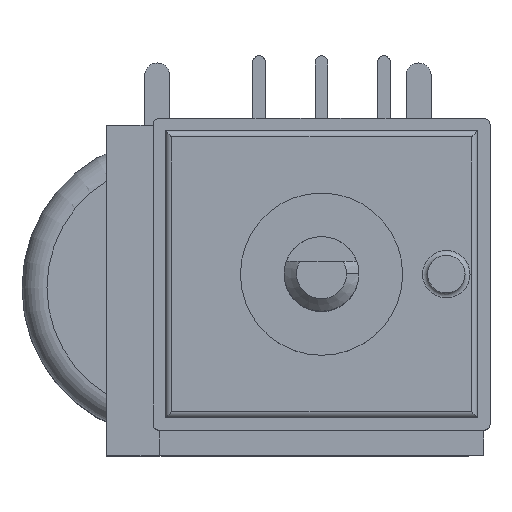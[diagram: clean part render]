
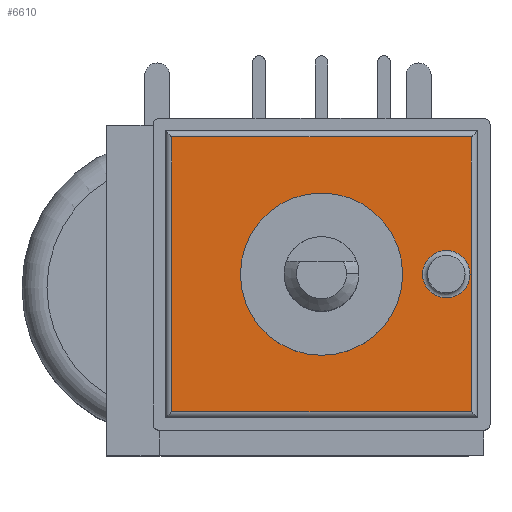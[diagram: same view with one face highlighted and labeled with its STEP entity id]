
A CAD part, top view. The second image highlights one B-rep face of the part: STEP entity #6610.
In plain terms, the highlighted planar face has unit normal (0, 0, 1).
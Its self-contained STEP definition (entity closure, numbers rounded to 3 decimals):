
#4172 = CYLINDRICAL_SURFACE('',#4173,0.5);
#4173 = AXIS2_PLACEMENT_3D('',#4174,#4175,#4176);
#4174 = CARTESIAN_POINT('',(-12.5,11.,1.5));
#4175 = DIRECTION('',(1.,0.,0.));
#4176 = DIRECTION('',(0.,1.,0.));
#4246 = CYLINDRICAL_SURFACE('',#4247,0.5);
#4247 = AXIS2_PLACEMENT_3D('',#4248,#4249,#4250);
#4248 = CARTESIAN_POINT('',(-12.,-11.5,1.5));
#4249 = DIRECTION('',(0.,1.,0.));
#4250 = DIRECTION('',(-1.,0.,0.));
#4280 = CYLINDRICAL_SURFACE('',#4281,0.5);
#4281 = AXIS2_PLACEMENT_3D('',#4282,#4283,#4284);
#4282 = CARTESIAN_POINT('',(12.,11.5,1.5));
#4283 = DIRECTION('',(0.,-1.,0.));
#4284 = DIRECTION('',(1.,0.,0.));
#4332 = CYLINDRICAL_SURFACE('',#4333,0.5);
#4333 = AXIS2_PLACEMENT_3D('',#4334,#4335,#4336);
#4334 = CARTESIAN_POINT('',(12.5,-11.,1.5));
#4335 = DIRECTION('',(-1.,0.,0.));
#4336 = DIRECTION('',(0.,-1.,0.));
#5804 = VERTEX_POINT('',#5805);
#5805 = CARTESIAN_POINT('',(-12.,11.,2.));
#5839 = EDGE_CURVE('',#5804,#5840,#5842,.T.);
#5840 = VERTEX_POINT('',#5841);
#5841 = CARTESIAN_POINT('',(12.,11.,2.));
#5842 = SURFACE_CURVE('',#5843,(#5847,#5854),.PCURVE_S1.);
#5843 = LINE('',#5844,#5845);
#5844 = CARTESIAN_POINT('',(-12.5,11.,2.));
#5845 = VECTOR('',#5846,1.);
#5846 = DIRECTION('',(1.,0.,0.));
#5847 = PCURVE('',#4172,#5848);
#5848 = DEFINITIONAL_REPRESENTATION('',(#5849),#5853);
#5849 = LINE('',#5850,#5851);
#5850 = CARTESIAN_POINT('',(1.571,0.));
#5851 = VECTOR('',#5852,1.);
#5852 = DIRECTION('',(0.,1.));
#5853 = ( GEOMETRIC_REPRESENTATION_CONTEXT(2) 
PARAMETRIC_REPRESENTATION_CONTEXT() REPRESENTATION_CONTEXT('2D SPACE',''
  ) );
#5854 = PCURVE('',#5855,#5860);
#5855 = PLANE('',#5856);
#5856 = AXIS2_PLACEMENT_3D('',#5857,#5858,#5859);
#5857 = CARTESIAN_POINT('',(-12.5,11.5,2.));
#5858 = DIRECTION('',(0.,0.,1.));
#5859 = DIRECTION('',(1.,0.,0.));
#5860 = DEFINITIONAL_REPRESENTATION('',(#5861),#5865);
#5861 = LINE('',#5862,#5863);
#5862 = CARTESIAN_POINT('',(0.,-0.5));
#5863 = VECTOR('',#5864,1.);
#5864 = DIRECTION('',(1.,0.));
#5865 = ( GEOMETRIC_REPRESENTATION_CONTEXT(2) 
PARAMETRIC_REPRESENTATION_CONTEXT() REPRESENTATION_CONTEXT('2D SPACE',''
  ) );
#5906 = VERTEX_POINT('',#5907);
#5907 = CARTESIAN_POINT('',(-12.,-11.,2.));
#5941 = EDGE_CURVE('',#5906,#5804,#5942,.T.);
#5942 = SURFACE_CURVE('',#5943,(#5947,#5954),.PCURVE_S1.);
#5943 = LINE('',#5944,#5945);
#5944 = CARTESIAN_POINT('',(-12.,-11.5,2.));
#5945 = VECTOR('',#5946,1.);
#5946 = DIRECTION('',(0.,1.,0.));
#5947 = PCURVE('',#4246,#5948);
#5948 = DEFINITIONAL_REPRESENTATION('',(#5949),#5953);
#5949 = LINE('',#5950,#5951);
#5950 = CARTESIAN_POINT('',(1.571,0.));
#5951 = VECTOR('',#5952,1.);
#5952 = DIRECTION('',(0.,1.));
#5953 = ( GEOMETRIC_REPRESENTATION_CONTEXT(2) 
PARAMETRIC_REPRESENTATION_CONTEXT() REPRESENTATION_CONTEXT('2D SPACE',''
  ) );
#5954 = PCURVE('',#5855,#5955);
#5955 = DEFINITIONAL_REPRESENTATION('',(#5956),#5960);
#5956 = LINE('',#5957,#5958);
#5957 = CARTESIAN_POINT('',(0.5,-23.));
#5958 = VECTOR('',#5959,1.);
#5959 = DIRECTION('',(0.,1.));
#5960 = ( GEOMETRIC_REPRESENTATION_CONTEXT(2) 
PARAMETRIC_REPRESENTATION_CONTEXT() REPRESENTATION_CONTEXT('2D SPACE',''
  ) );
#5968 = EDGE_CURVE('',#5840,#5969,#5971,.T.);
#5969 = VERTEX_POINT('',#5970);
#5970 = CARTESIAN_POINT('',(12.,-11.,2.));
#5971 = SURFACE_CURVE('',#5972,(#5976,#5983),.PCURVE_S1.);
#5972 = LINE('',#5973,#5974);
#5973 = CARTESIAN_POINT('',(12.,11.5,2.));
#5974 = VECTOR('',#5975,1.);
#5975 = DIRECTION('',(0.,-1.,0.));
#5976 = PCURVE('',#4280,#5977);
#5977 = DEFINITIONAL_REPRESENTATION('',(#5978),#5982);
#5978 = LINE('',#5979,#5980);
#5979 = CARTESIAN_POINT('',(1.571,0.));
#5980 = VECTOR('',#5981,1.);
#5981 = DIRECTION('',(0.,1.));
#5982 = ( GEOMETRIC_REPRESENTATION_CONTEXT(2) 
PARAMETRIC_REPRESENTATION_CONTEXT() REPRESENTATION_CONTEXT('2D SPACE',''
  ) );
#5983 = PCURVE('',#5855,#5984);
#5984 = DEFINITIONAL_REPRESENTATION('',(#5985),#5989);
#5985 = LINE('',#5986,#5987);
#5986 = CARTESIAN_POINT('',(24.5,0.));
#5987 = VECTOR('',#5988,1.);
#5988 = DIRECTION('',(0.,-1.));
#5989 = ( GEOMETRIC_REPRESENTATION_CONTEXT(2) 
PARAMETRIC_REPRESENTATION_CONTEXT() REPRESENTATION_CONTEXT('2D SPACE',''
  ) );
#6030 = EDGE_CURVE('',#5969,#5906,#6031,.T.);
#6031 = SURFACE_CURVE('',#6032,(#6036,#6043),.PCURVE_S1.);
#6032 = LINE('',#6033,#6034);
#6033 = CARTESIAN_POINT('',(12.5,-11.,2.));
#6034 = VECTOR('',#6035,1.);
#6035 = DIRECTION('',(-1.,0.,0.));
#6036 = PCURVE('',#4332,#6037);
#6037 = DEFINITIONAL_REPRESENTATION('',(#6038),#6042);
#6038 = LINE('',#6039,#6040);
#6039 = CARTESIAN_POINT('',(1.571,0.));
#6040 = VECTOR('',#6041,1.);
#6041 = DIRECTION('',(0.,1.));
#6042 = ( GEOMETRIC_REPRESENTATION_CONTEXT(2) 
PARAMETRIC_REPRESENTATION_CONTEXT() REPRESENTATION_CONTEXT('2D SPACE',''
  ) );
#6043 = PCURVE('',#5855,#6044);
#6044 = DEFINITIONAL_REPRESENTATION('',(#6045),#6049);
#6045 = LINE('',#6046,#6047);
#6046 = CARTESIAN_POINT('',(25.,-22.5));
#6047 = VECTOR('',#6048,1.);
#6048 = DIRECTION('',(-1.,0.));
#6049 = ( GEOMETRIC_REPRESENTATION_CONTEXT(2) 
PARAMETRIC_REPRESENTATION_CONTEXT() REPRESENTATION_CONTEXT('2D SPACE',''
  ) );
#6610 = ADVANCED_FACE('',(#6611,#6642,#6648),#5855,.T.);
#6611 = FACE_BOUND('',#6612,.T.);
#6612 = EDGE_LOOP('',(#6613));
#6613 = ORIENTED_EDGE('',*,*,#6614,.F.);
#6614 = EDGE_CURVE('',#6615,#6615,#6617,.T.);
#6615 = VERTEX_POINT('',#6616);
#6616 = CARTESIAN_POINT('',(11.9,0.,2.));
#6617 = SURFACE_CURVE('',#6618,(#6623,#6630),.PCURVE_S1.);
#6618 = CIRCLE('',#6619,1.9);
#6619 = AXIS2_PLACEMENT_3D('',#6620,#6621,#6622);
#6620 = CARTESIAN_POINT('',(10.,0.,2.));
#6621 = DIRECTION('',(0.,0.,1.));
#6622 = DIRECTION('',(1.,0.,0.));
#6623 = PCURVE('',#5855,#6624);
#6624 = DEFINITIONAL_REPRESENTATION('',(#6625),#6629);
#6625 = CIRCLE('',#6626,1.9);
#6626 = AXIS2_PLACEMENT_2D('',#6627,#6628);
#6627 = CARTESIAN_POINT('',(22.5,-11.5));
#6628 = DIRECTION('',(1.,0.));
#6629 = ( GEOMETRIC_REPRESENTATION_CONTEXT(2) 
PARAMETRIC_REPRESENTATION_CONTEXT() REPRESENTATION_CONTEXT('2D SPACE',''
  ) );
#6630 = PCURVE('',#6631,#6636);
#6631 = TOROIDAL_SURFACE('',#6632,1.9,0.4);
#6632 = AXIS2_PLACEMENT_3D('',#6633,#6634,#6635);
#6633 = CARTESIAN_POINT('',(10.,0.,2.4));
#6634 = DIRECTION('',(-0.,-0.,-1.));
#6635 = DIRECTION('',(1.,0.,0.));
#6636 = DEFINITIONAL_REPRESENTATION('',(#6637),#6641);
#6637 = LINE('',#6638,#6639);
#6638 = CARTESIAN_POINT('',(-0.,1.571));
#6639 = VECTOR('',#6640,1.);
#6640 = DIRECTION('',(-1.,0.));
#6641 = ( GEOMETRIC_REPRESENTATION_CONTEXT(2) 
PARAMETRIC_REPRESENTATION_CONTEXT() REPRESENTATION_CONTEXT('2D SPACE',''
  ) );
#6642 = FACE_BOUND('',#6643,.T.);
#6643 = EDGE_LOOP('',(#6644,#6645,#6646,#6647));
#6644 = ORIENTED_EDGE('',*,*,#6030,.F.);
#6645 = ORIENTED_EDGE('',*,*,#5968,.F.);
#6646 = ORIENTED_EDGE('',*,*,#5839,.F.);
#6647 = ORIENTED_EDGE('',*,*,#5941,.F.);
#6648 = FACE_BOUND('',#6649,.T.);
#6649 = EDGE_LOOP('',(#6650));
#6650 = ORIENTED_EDGE('',*,*,#6651,.F.);
#6651 = EDGE_CURVE('',#6652,#6652,#6654,.T.);
#6652 = VERTEX_POINT('',#6653);
#6653 = CARTESIAN_POINT('',(6.5,0.,2.));
#6654 = SURFACE_CURVE('',#6655,(#6660,#6667),.PCURVE_S1.);
#6655 = CIRCLE('',#6656,6.5);
#6656 = AXIS2_PLACEMENT_3D('',#6657,#6658,#6659);
#6657 = CARTESIAN_POINT('',(0.,0.,2.));
#6658 = DIRECTION('',(0.,0.,1.));
#6659 = DIRECTION('',(1.,0.,0.));
#6660 = PCURVE('',#5855,#6661);
#6661 = DEFINITIONAL_REPRESENTATION('',(#6662),#6666);
#6662 = CIRCLE('',#6663,6.5);
#6663 = AXIS2_PLACEMENT_2D('',#6664,#6665);
#6664 = CARTESIAN_POINT('',(12.5,-11.5));
#6665 = DIRECTION('',(1.,0.));
#6666 = ( GEOMETRIC_REPRESENTATION_CONTEXT(2) 
PARAMETRIC_REPRESENTATION_CONTEXT() REPRESENTATION_CONTEXT('2D SPACE',''
  ) );
#6667 = PCURVE('',#6668,#6673);
#6668 = CYLINDRICAL_SURFACE('',#6669,6.5);
#6669 = AXIS2_PLACEMENT_3D('',#6670,#6671,#6672);
#6670 = CARTESIAN_POINT('',(0.,0.,2.));
#6671 = DIRECTION('',(-0.,-0.,-1.));
#6672 = DIRECTION('',(1.,0.,0.));
#6673 = DEFINITIONAL_REPRESENTATION('',(#6674),#6678);
#6674 = LINE('',#6675,#6676);
#6675 = CARTESIAN_POINT('',(-0.,0.));
#6676 = VECTOR('',#6677,1.);
#6677 = DIRECTION('',(-1.,0.));
#6678 = ( GEOMETRIC_REPRESENTATION_CONTEXT(2) 
PARAMETRIC_REPRESENTATION_CONTEXT() REPRESENTATION_CONTEXT('2D SPACE',''
  ) );
